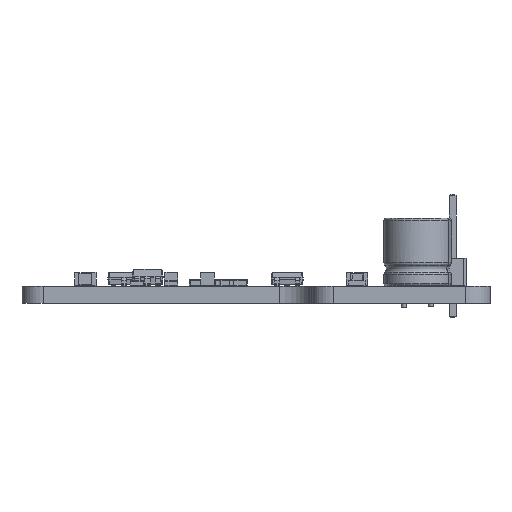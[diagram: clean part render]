
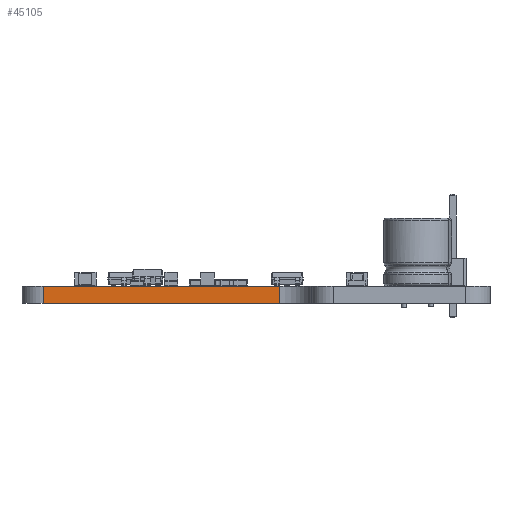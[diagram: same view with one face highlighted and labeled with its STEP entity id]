
A CAD part, front view. The second image highlights one B-rep face of the part: STEP entity #45105.
In plain terms, the highlighted planar face has unit normal (0, -1, 0).
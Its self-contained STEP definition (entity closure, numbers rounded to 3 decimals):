
#43223 = PLANE('',#43224);
#43224 = AXIS2_PLACEMENT_3D('',#43225,#43226,#43227);
#43225 = CARTESIAN_POINT('',(26.038,26.074,1.6));
#43226 = DIRECTION('',(-0.,-0.,-1.));
#43227 = DIRECTION('',(-1.,0.,0.));
#43277 = PLANE('',#43278);
#43278 = AXIS2_PLACEMENT_3D('',#43279,#43280,#43281);
#43279 = CARTESIAN_POINT('',(26.038,26.074,0.));
#43280 = DIRECTION('',(-0.,-0.,-1.));
#43281 = DIRECTION('',(-1.,0.,0.));
#43612 = VERTEX_POINT('',#43613);
#43613 = CARTESIAN_POINT('',(24.,27.,0.));
#43632 = CYLINDRICAL_SURFACE('',#43633,3.);
#43633 = AXIS2_PLACEMENT_3D('',#43634,#43635,#43636);
#43634 = CARTESIAN_POINT('',(24.,24.,0.));
#43635 = DIRECTION('',(-0.,-0.,-1.));
#43636 = DIRECTION('',(1.,0.,-0.));
#43644 = EDGE_CURVE('',#43612,#43645,#43647,.T.);
#43645 = VERTEX_POINT('',#43646);
#43646 = CARTESIAN_POINT('',(2.,27.,0.));
#43647 = SURFACE_CURVE('',#43648,(#43652,#43659),.PCURVE_S1.);
#43648 = LINE('',#43649,#43650);
#43649 = CARTESIAN_POINT('',(24.,27.,0.));
#43650 = VECTOR('',#43651,1.);
#43651 = DIRECTION('',(-1.,0.,0.));
#43652 = PCURVE('',#43277,#43653);
#43653 = DEFINITIONAL_REPRESENTATION('',(#43654),#43658);
#43654 = LINE('',#43655,#43656);
#43655 = CARTESIAN_POINT('',(2.038,0.926));
#43656 = VECTOR('',#43657,1.);
#43657 = DIRECTION('',(1.,0.));
#43658 = ( GEOMETRIC_REPRESENTATION_CONTEXT(2) 
PARAMETRIC_REPRESENTATION_CONTEXT() REPRESENTATION_CONTEXT('2D SPACE',''
  ) );
#43659 = PCURVE('',#43660,#43665);
#43660 = PLANE('',#43661);
#43661 = AXIS2_PLACEMENT_3D('',#43662,#43663,#43664);
#43662 = CARTESIAN_POINT('',(24.,27.,0.));
#43663 = DIRECTION('',(0.,-1.,0.));
#43664 = DIRECTION('',(-1.,0.,0.));
#43665 = DEFINITIONAL_REPRESENTATION('',(#43666),#43670);
#43666 = LINE('',#43667,#43668);
#43667 = CARTESIAN_POINT('',(0.,-0.));
#43668 = VECTOR('',#43669,1.);
#43669 = DIRECTION('',(1.,0.));
#43670 = ( GEOMETRIC_REPRESENTATION_CONTEXT(2) 
PARAMETRIC_REPRESENTATION_CONTEXT() REPRESENTATION_CONTEXT('2D SPACE',''
  ) );
#43693 = CYLINDRICAL_SURFACE('',#43694,2.);
#43694 = AXIS2_PLACEMENT_3D('',#43695,#43696,#43697);
#43695 = CARTESIAN_POINT('',(2.,29.,0.));
#43696 = DIRECTION('',(-0.,-0.,-1.));
#43697 = DIRECTION('',(1.,0.,-0.));
#44418 = VERTEX_POINT('',#44419);
#44419 = CARTESIAN_POINT('',(24.,27.,1.6));
#44445 = EDGE_CURVE('',#44418,#44446,#44448,.T.);
#44446 = VERTEX_POINT('',#44447);
#44447 = CARTESIAN_POINT('',(2.,27.,1.6));
#44448 = SURFACE_CURVE('',#44449,(#44453,#44460),.PCURVE_S1.);
#44449 = LINE('',#44450,#44451);
#44450 = CARTESIAN_POINT('',(24.,27.,1.6));
#44451 = VECTOR('',#44452,1.);
#44452 = DIRECTION('',(-1.,0.,0.));
#44453 = PCURVE('',#43223,#44454);
#44454 = DEFINITIONAL_REPRESENTATION('',(#44455),#44459);
#44455 = LINE('',#44456,#44457);
#44456 = CARTESIAN_POINT('',(2.038,0.926));
#44457 = VECTOR('',#44458,1.);
#44458 = DIRECTION('',(1.,0.));
#44459 = ( GEOMETRIC_REPRESENTATION_CONTEXT(2) 
PARAMETRIC_REPRESENTATION_CONTEXT() REPRESENTATION_CONTEXT('2D SPACE',''
  ) );
#44460 = PCURVE('',#43660,#44461);
#44461 = DEFINITIONAL_REPRESENTATION('',(#44462),#44466);
#44462 = LINE('',#44463,#44464);
#44463 = CARTESIAN_POINT('',(0.,-1.6));
#44464 = VECTOR('',#44465,1.);
#44465 = DIRECTION('',(1.,0.));
#44466 = ( GEOMETRIC_REPRESENTATION_CONTEXT(2) 
PARAMETRIC_REPRESENTATION_CONTEXT() REPRESENTATION_CONTEXT('2D SPACE',''
  ) );
#45057 = EDGE_CURVE('',#43645,#44446,#45058,.T.);
#45058 = SURFACE_CURVE('',#45059,(#45063,#45070),.PCURVE_S1.);
#45059 = LINE('',#45060,#45061);
#45060 = CARTESIAN_POINT('',(2.,27.,0.));
#45061 = VECTOR('',#45062,1.);
#45062 = DIRECTION('',(0.,0.,1.));
#45063 = PCURVE('',#43693,#45064);
#45064 = DEFINITIONAL_REPRESENTATION('',(#45065),#45069);
#45065 = LINE('',#45066,#45067);
#45066 = CARTESIAN_POINT('',(-4.712,0.));
#45067 = VECTOR('',#45068,1.);
#45068 = DIRECTION('',(-0.,-1.));
#45069 = ( GEOMETRIC_REPRESENTATION_CONTEXT(2) 
PARAMETRIC_REPRESENTATION_CONTEXT() REPRESENTATION_CONTEXT('2D SPACE',''
  ) );
#45070 = PCURVE('',#43660,#45071);
#45071 = DEFINITIONAL_REPRESENTATION('',(#45072),#45076);
#45072 = LINE('',#45073,#45074);
#45073 = CARTESIAN_POINT('',(22.,0.));
#45074 = VECTOR('',#45075,1.);
#45075 = DIRECTION('',(0.,-1.));
#45076 = ( GEOMETRIC_REPRESENTATION_CONTEXT(2) 
PARAMETRIC_REPRESENTATION_CONTEXT() REPRESENTATION_CONTEXT('2D SPACE',''
  ) );
#45105 = ADVANCED_FACE('',(#45106),#43660,.T.);
#45106 = FACE_BOUND('',#45107,.T.);
#45107 = EDGE_LOOP('',(#45108,#45129,#45130,#45131));
#45108 = ORIENTED_EDGE('',*,*,#45109,.T.);
#45109 = EDGE_CURVE('',#43612,#44418,#45110,.T.);
#45110 = SURFACE_CURVE('',#45111,(#45115,#45122),.PCURVE_S1.);
#45111 = LINE('',#45112,#45113);
#45112 = CARTESIAN_POINT('',(24.,27.,0.));
#45113 = VECTOR('',#45114,1.);
#45114 = DIRECTION('',(0.,0.,1.));
#45115 = PCURVE('',#43660,#45116);
#45116 = DEFINITIONAL_REPRESENTATION('',(#45117),#45121);
#45117 = LINE('',#45118,#45119);
#45118 = CARTESIAN_POINT('',(0.,-0.));
#45119 = VECTOR('',#45120,1.);
#45120 = DIRECTION('',(0.,-1.));
#45121 = ( GEOMETRIC_REPRESENTATION_CONTEXT(2) 
PARAMETRIC_REPRESENTATION_CONTEXT() REPRESENTATION_CONTEXT('2D SPACE',''
  ) );
#45122 = PCURVE('',#43632,#45123);
#45123 = DEFINITIONAL_REPRESENTATION('',(#45124),#45128);
#45124 = LINE('',#45125,#45126);
#45125 = CARTESIAN_POINT('',(-1.571,0.));
#45126 = VECTOR('',#45127,1.);
#45127 = DIRECTION('',(-0.,-1.));
#45128 = ( GEOMETRIC_REPRESENTATION_CONTEXT(2) 
PARAMETRIC_REPRESENTATION_CONTEXT() REPRESENTATION_CONTEXT('2D SPACE',''
  ) );
#45129 = ORIENTED_EDGE('',*,*,#44445,.T.);
#45130 = ORIENTED_EDGE('',*,*,#45057,.F.);
#45131 = ORIENTED_EDGE('',*,*,#43644,.F.);
